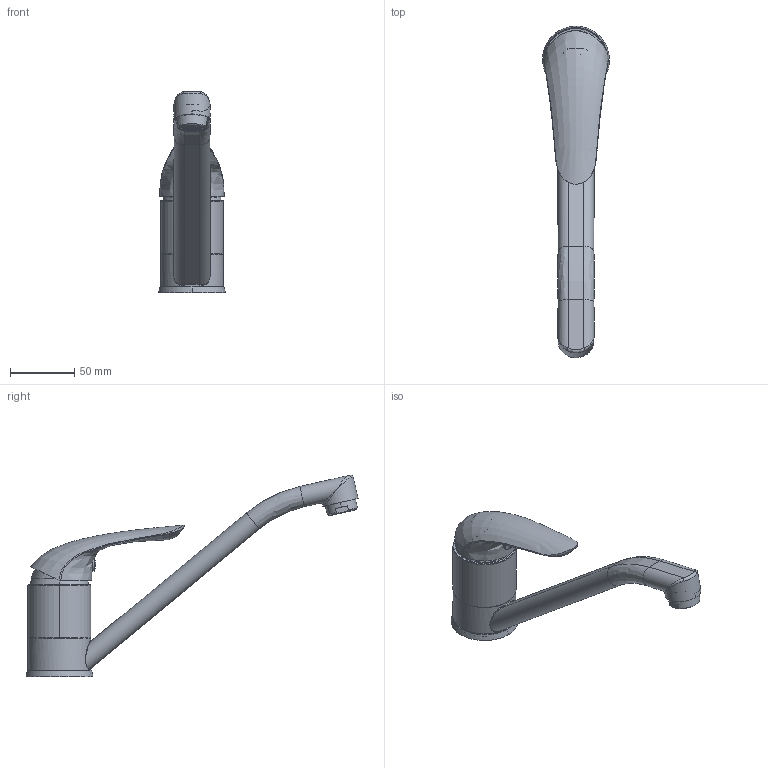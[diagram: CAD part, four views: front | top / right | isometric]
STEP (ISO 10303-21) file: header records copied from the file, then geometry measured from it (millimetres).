
FILE_DESCRIPTION(/* description */ (''),/* implementation_level */ '2;1');
FILE_NAME(/* name */ 'STEP - 125570003_22690',/* time_stamp */ '2025-07-16T15:35:46+10:00',/* author */ (''),/* organization */ (''),/* preprocessor_version */ 'ST-DEVELOPER v16.5',/* originating_system */ 'Rhino 7.37',/* authorisation */ '');
FILE_SCHEMA (('AUTOMOTIVE_DESIGN'));
Length unit declared in the file: millimetre
Products named in the file (18): Document; STP-22690(125570003)-POSH BRISTOL MK2 SINK MIXER CHROME LF 4-20250716; 125570003_ASM; 2060948727021; 2060912201263; 2070418207012; 2070418306018; 2060614101264; 20401048990156; 2050213501027; 20602331072615; 2020125502269; 20203038070110; 20501179160111; 203126241626; 20701014060112; 20302009070113; 20301068012614
Assembly tree (19 placements, depth 4):
  Document
    STP-22690(125570003)-POSH BRISTOL MK2 SINK MIXER CHROME LF 4-20250716
      125570003_ASM
        2060948727021
        2060912201263
        2070418207012  x2
        2070418306018  x2
        2060614101264
        20401048990156
        2050213501027
        20602331072615
        2020125502269
        20203038070110
        20501179160111
        203126241626
        20701014060112
        20302009070113
        20301068012614
Bounding box: 51.94 x 258 x 156.78 mm (x, y, z)
Volume: 160585.1 mm3; surface area: 146913.3 mm2
Topology: 17 solids, 31 shells, 2051 faces, 5876 edges, 3818 vertices
Faces by surface type: plane 1014, cylinder 817, bspline 220
Entity records: 80741 total; most frequent: CARTESIAN_POINT 41072, ORIENTED_EDGE 11578, EDGE_CURVE 5822, B_SPLINE_CURVE_WITH_KNOTS 4750, VERTEX_POINT 3790, EDGE_LOOP 2794, ADVANCED_FACE 2028, FACE_OUTER_BOUND 2028
